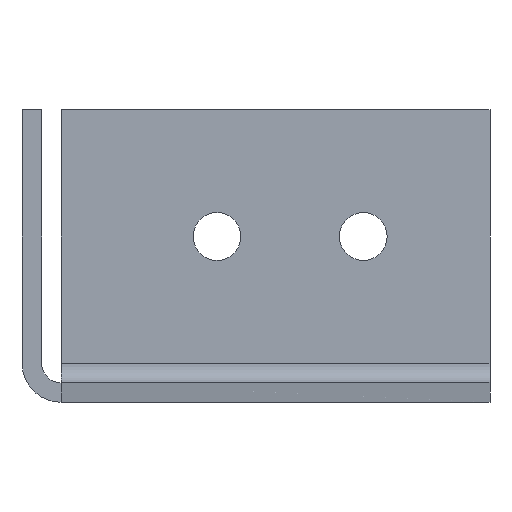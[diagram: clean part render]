
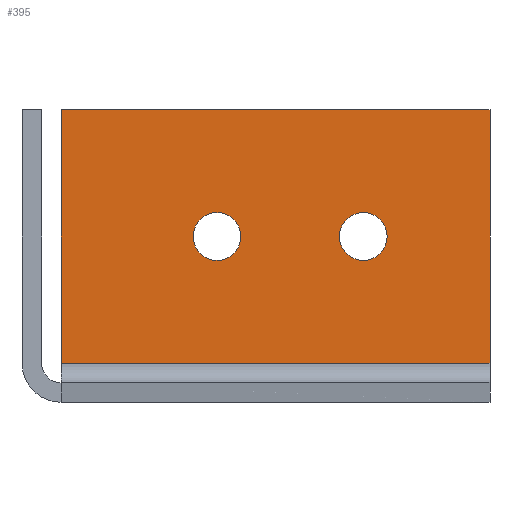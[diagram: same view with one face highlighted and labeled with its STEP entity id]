
A CAD part, front view. The second image highlights one B-rep face of the part: STEP entity #395.
In plain terms, the highlighted planar face has unit normal (0, -1, 0).
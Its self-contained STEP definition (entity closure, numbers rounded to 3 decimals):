
#32=FACE_BOUND('',#75,.T.);
#33=FACE_BOUND('',#76,.T.);
#46=FACE_OUTER_BOUND('',#74,.T.);
#74=EDGE_LOOP('',(#313,#314,#315,#316));
#75=EDGE_LOOP('',(#317));
#76=EDGE_LOOP('',(#318));
#105=CIRCLE('',#454,2.45);
#106=CIRCLE('',#455,2.45);
#111=LINE('',#596,#146);
#117=LINE('',#611,#152);
#131=LINE('',#659,#166);
#133=LINE('',#663,#168);
#146=VECTOR('',#477,10.);
#152=VECTOR('',#489,10.);
#166=VECTOR('',#535,10.);
#168=VECTOR('',#541,10.);
#181=VERTEX_POINT('',#594);
#182=VERTEX_POINT('',#595);
#188=VERTEX_POINT('',#609);
#206=VERTEX_POINT('',#658);
#207=VERTEX_POINT('',#664);
#208=VERTEX_POINT('',#666);
#213=EDGE_CURVE('',#181,#182,#111,.T.);
#221=EDGE_CURVE('',#182,#188,#117,.T.);
#244=EDGE_CURVE('',#206,#188,#131,.T.);
#247=EDGE_CURVE('',#206,#181,#133,.T.);
#248=EDGE_CURVE('',#207,#207,#105,.T.);
#249=EDGE_CURVE('',#208,#208,#106,.T.);
#313=ORIENTED_EDGE('',*,*,#213,.T.);
#314=ORIENTED_EDGE('',*,*,#221,.T.);
#315=ORIENTED_EDGE('',*,*,#244,.F.);
#316=ORIENTED_EDGE('',*,*,#247,.T.);
#317=ORIENTED_EDGE('',*,*,#248,.T.);
#318=ORIENTED_EDGE('',*,*,#249,.T.);
#379=PLANE('',#453);
#395=ADVANCED_FACE('',(#46,#32,#33),#379,.T.);
#453=AXIS2_PLACEMENT_3D('',#662,#539,#540);
#454=AXIS2_PLACEMENT_3D('',#665,#542,#543);
#455=AXIS2_PLACEMENT_3D('',#667,#544,#545);
#477=DIRECTION('',(0.,0.,1.));
#489=DIRECTION('',(-1.,0.,0.));
#535=DIRECTION('',(0.,0.,1.));
#539=DIRECTION('center_axis',(0.,-1.,0.));
#540=DIRECTION('ref_axis',(1.,0.,0.));
#541=DIRECTION('',(1.,0.,0.));
#542=DIRECTION('center_axis',(0.,1.,0.));
#543=DIRECTION('ref_axis',(1.,0.,0.));
#544=DIRECTION('center_axis',(0.,1.,0.));
#545=DIRECTION('ref_axis',(1.,0.,0.));
#594=CARTESIAN_POINT('',(48.,-2.,4.));
#595=CARTESIAN_POINT('',(48.,-2.,30.));
#596=CARTESIAN_POINT('',(48.,-2.,22.448));
#609=CARTESIAN_POINT('',(4.,-2.,30.));
#611=CARTESIAN_POINT('',(50.,-2.,30.));
#658=CARTESIAN_POINT('',(4.,-2.,4.));
#659=CARTESIAN_POINT('',(4.,-2.,15.948));
#662=CARTESIAN_POINT('Origin',(24.734,-2.,14.895));
#663=CARTESIAN_POINT('',(24.367,-2.,4.));
#664=CARTESIAN_POINT('',(17.55,-2.,17.));
#665=CARTESIAN_POINT('Origin',(20.,-2.,17.));
#666=CARTESIAN_POINT('',(32.55,-2.,17.));
#667=CARTESIAN_POINT('Origin',(35.,-2.,17.));
